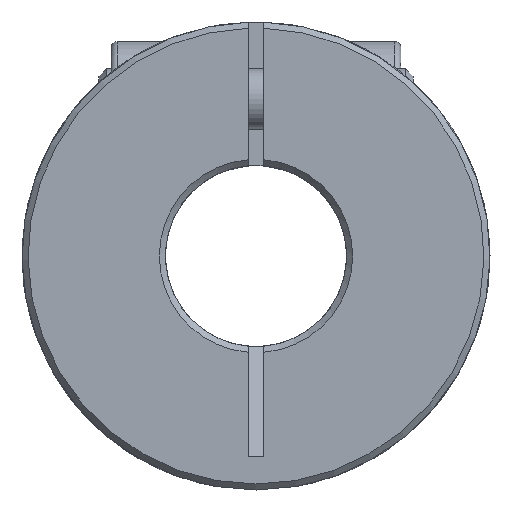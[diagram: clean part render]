
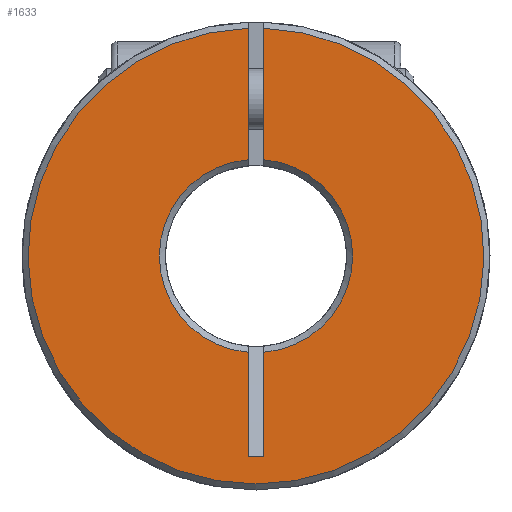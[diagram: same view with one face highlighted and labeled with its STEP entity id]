
A CAD part, left-side view. The second image highlights one B-rep face of the part: STEP entity #1633.
In plain terms, the highlighted planar face has unit normal (-1, 0, 0).
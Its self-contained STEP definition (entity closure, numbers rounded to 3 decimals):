
#123=LINE('',#2641,#191);
#126=LINE('',#2652,#194);
#128=LINE('',#2671,#196);
#132=LINE('',#2692,#200);
#133=LINE('',#2700,#201);
#191=VECTOR('',#2044,1000.);
#194=VECTOR('',#2049,1000.);
#196=VECTOR('',#2057,1000.);
#200=VECTOR('',#2065,1000.);
#201=VECTOR('',#2068,1000.);
#330=ORIENTED_EDGE('',*,*,#718,.T.);
#331=ORIENTED_EDGE('',*,*,#676,.F.);
#332=ORIENTED_EDGE('',*,*,#682,.F.);
#333=ORIENTED_EDGE('',*,*,#691,.T.);
#334=ORIENTED_EDGE('',*,*,#719,.T.);
#335=ORIENTED_EDGE('',*,*,#689,.T.);
#336=ORIENTED_EDGE('',*,*,#720,.F.);
#337=ORIENTED_EDGE('',*,*,#672,.F.);
#672=EDGE_CURVE('',#869,#870,#123,.T.);
#676=EDGE_CURVE('',#873,#874,#126,.T.);
#682=EDGE_CURVE('',#878,#873,#128,.T.);
#689=EDGE_CURVE('',#881,#885,#132,.T.);
#691=EDGE_CURVE('',#878,#886,#133,.T.);
#718=EDGE_CURVE('',#869,#874,#1024,.T.);
#719=EDGE_CURVE('',#886,#881,#1025,.T.);
#720=EDGE_CURVE('',#870,#885,#1026,.T.);
#869=VERTEX_POINT('',#2640);
#870=VERTEX_POINT('',#2642);
#873=VERTEX_POINT('',#2653);
#874=VERTEX_POINT('',#2654);
#878=VERTEX_POINT('',#2670);
#881=VERTEX_POINT('',#2680);
#885=VERTEX_POINT('',#2691);
#886=VERTEX_POINT('',#2698);
#1024=CIRCLE('',#1795,3.2);
#1025=CIRCLE('',#1796,3.2);
#1026=CIRCLE('',#1797,7.55);
#1142=EDGE_LOOP('',(#330,#331,#332,#333,#334,#335,#336,#337));
#1362=FACE_BOUND('',#1142,.T.);
#1567=PLANE('',#1794);
#1633=ADVANCED_FACE('',(#1362),#1567,.F.);
#1794=AXIS2_PLACEMENT_3D('',#2816,#2110,#2111);
#1795=AXIS2_PLACEMENT_3D('',#2817,#2112,#2113);
#1796=AXIS2_PLACEMENT_3D('',#2818,#2114,#2115);
#1797=AXIS2_PLACEMENT_3D('',#2819,#2116,#2117);
#2044=DIRECTION('',(0.,0.,1.));
#2049=DIRECTION('',(0.,0.,1.));
#2057=DIRECTION('',(0.,-1.,0.));
#2065=DIRECTION('',(0.,0.,1.));
#2068=DIRECTION('',(0.,0.,1.));
#2110=DIRECTION('',(1.,0.,0.));
#2111=DIRECTION('',(0.,0.,-1.));
#2112=DIRECTION('',(1.,0.,0.));
#2113=DIRECTION('',(0.,0.,-1.));
#2114=DIRECTION('',(1.,0.,0.));
#2115=DIRECTION('',(0.,0.,-1.));
#2116=DIRECTION('',(1.,0.,0.));
#2117=DIRECTION('',(0.,0.,-1.));
#2640=CARTESIAN_POINT('',(0.,-0.25,3.19));
#2641=CARTESIAN_POINT('',(0.,-0.25,-6.624));
#2642=CARTESIAN_POINT('',(0.,-0.25,7.546));
#2652=CARTESIAN_POINT('',(0.,-0.25,-6.624));
#2653=CARTESIAN_POINT('',(0.,-0.25,-6.624));
#2654=CARTESIAN_POINT('',(0.,-0.25,-3.19));
#2670=CARTESIAN_POINT('',(0.,0.25,-6.624));
#2671=CARTESIAN_POINT('',(0.,0.25,-6.624));
#2680=CARTESIAN_POINT('',(0.,0.25,3.19));
#2691=CARTESIAN_POINT('',(0.,0.25,7.546));
#2692=CARTESIAN_POINT('',(0.,0.25,-6.624));
#2698=CARTESIAN_POINT('',(0.,0.25,-3.19));
#2700=CARTESIAN_POINT('',(0.,0.25,-6.624));
#2816=CARTESIAN_POINT('',(0.,0.,0.));
#2817=CARTESIAN_POINT('',(0.,0.,0.));
#2818=CARTESIAN_POINT('',(0.,0.,0.));
#2819=CARTESIAN_POINT('',(0.,0.,0.));
